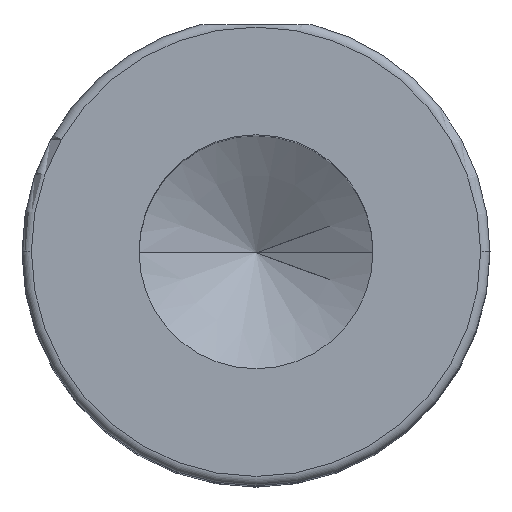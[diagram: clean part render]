
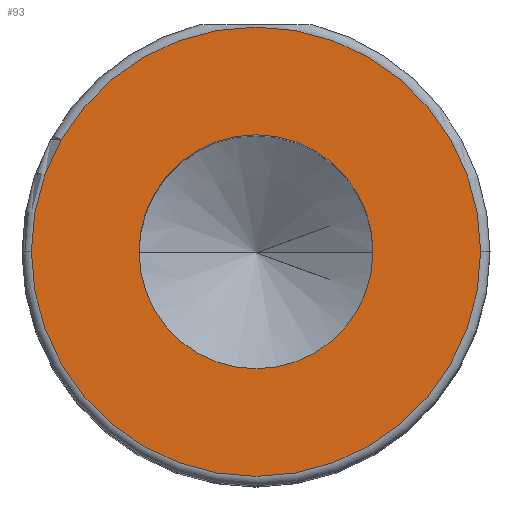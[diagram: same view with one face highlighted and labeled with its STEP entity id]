
A CAD part, top view. The second image highlights one B-rep face of the part: STEP entity #93.
In plain terms, the highlighted planar face has unit normal (0, 0, 1).
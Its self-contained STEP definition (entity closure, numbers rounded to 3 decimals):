
#46 = CARTESIAN_POINT ( 'NONE',  ( 0., 0., 10. ) ) ;
#93 = ADVANCED_FACE ( 'NONE', ( #481, #974 ), #633, .T. ) ;
#115 = EDGE_CURVE ( 'NONE', #1114, #1188, #757, .T. ) ;
#119 = CARTESIAN_POINT ( 'NONE',  ( 4.8, 0., 10. ) ) ;
#145 = DIRECTION ( 'NONE',  ( 1., 0., 0. ) ) ;
#175 = DIRECTION ( 'NONE',  ( 0., 0., 1. ) ) ;
#186 = VERTEX_POINT ( 'NONE', #566 ) ;
#241 = DIRECTION ( 'NONE',  ( 1., 0., 0. ) ) ;
#279 = VERTEX_POINT ( 'NONE', #361 ) ;
#283 = EDGE_LOOP ( 'NONE', ( #941, #373 ) ) ;
#286 = CIRCLE ( 'NONE', #342, 2.5 ) ;
#323 = ORIENTED_EDGE ( 'NONE', *, *, #711, .F. ) ;
#325 = AXIS2_PLACEMENT_3D ( 'NONE', #765, #175, #762 ) ;
#342 = AXIS2_PLACEMENT_3D ( 'NONE', #529, #1194, #624 ) ;
#361 = CARTESIAN_POINT ( 'NONE',  ( -2.5, 0., 10. ) ) ;
#373 = ORIENTED_EDGE ( 'NONE', *, *, #115, .T. ) ;
#481 = FACE_BOUND ( 'NONE', #595, .T. ) ;
#499 = CIRCLE ( 'NONE', #325, 2.5 ) ;
#527 = AXIS2_PLACEMENT_3D ( 'NONE', #1122, #559, #1224 ) ;
#529 = CARTESIAN_POINT ( 'NONE',  ( 0., 0., 10. ) ) ;
#559 = DIRECTION ( 'NONE',  ( 0., 0., 1. ) ) ;
#566 = CARTESIAN_POINT ( 'NONE',  ( 2.5, 0., 10. ) ) ;
#595 = EDGE_LOOP ( 'NONE', ( #1039, #323 ) ) ;
#619 = CARTESIAN_POINT ( 'NONE',  ( -4.8, 0., 10. ) ) ;
#624 = DIRECTION ( 'NONE',  ( 1., 0., 0. ) ) ;
#633 = PLANE ( 'NONE',  #771 ) ;
#671 = EDGE_CURVE ( 'NONE', #1188, #1114, #1069, .T. ) ;
#695 = AXIS2_PLACEMENT_3D ( 'NONE', #46, #734, #145 ) ;
#711 = EDGE_CURVE ( 'NONE', #279, #186, #499, .T. ) ;
#720 = CARTESIAN_POINT ( 'NONE',  ( 0., 0., 10. ) ) ;
#734 = DIRECTION ( 'NONE',  ( 0., 0., 1. ) ) ;
#757 = CIRCLE ( 'NONE', #695, 4.8 ) ;
#762 = DIRECTION ( 'NONE',  ( 1., 0., 0. ) ) ;
#765 = CARTESIAN_POINT ( 'NONE',  ( 0., 0., 10. ) ) ;
#771 = AXIS2_PLACEMENT_3D ( 'NONE', #720, #912, #241 ) ;
#912 = DIRECTION ( 'NONE',  ( 0., 0., 1. ) ) ;
#941 = ORIENTED_EDGE ( 'NONE', *, *, #671, .T. ) ;
#974 = FACE_OUTER_BOUND ( 'NONE', #283, .T. ) ;
#1039 = ORIENTED_EDGE ( 'NONE', *, *, #1142, .F. ) ;
#1069 = CIRCLE ( 'NONE', #527, 4.8 ) ;
#1114 = VERTEX_POINT ( 'NONE', #619 ) ;
#1122 = CARTESIAN_POINT ( 'NONE',  ( 0., 0., 10. ) ) ;
#1142 = EDGE_CURVE ( 'NONE', #186, #279, #286, .T. ) ;
#1188 = VERTEX_POINT ( 'NONE', #119 ) ;
#1194 = DIRECTION ( 'NONE',  ( 0., 0., 1. ) ) ;
#1224 = DIRECTION ( 'NONE',  ( 1., 0., 0. ) ) ;
